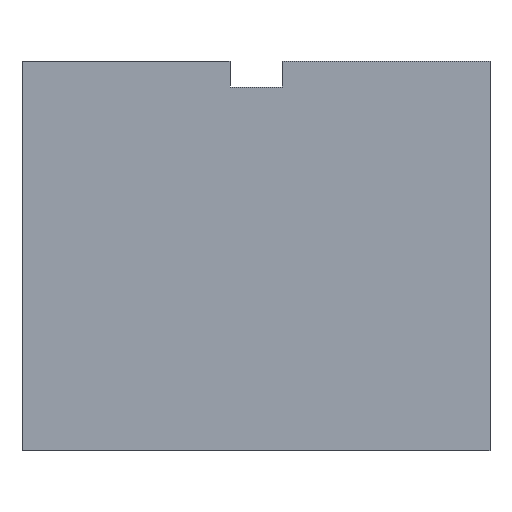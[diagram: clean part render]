
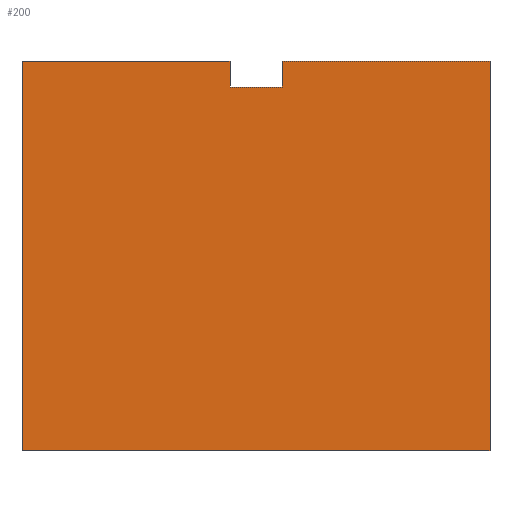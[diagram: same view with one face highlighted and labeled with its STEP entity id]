
A CAD part, left-side view. The second image highlights one B-rep face of the part: STEP entity #200.
In plain terms, the highlighted planar face has unit normal (-1, 0, 0).
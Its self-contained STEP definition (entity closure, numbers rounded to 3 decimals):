
#20 = AXIS2_PLACEMENT_3D ( 'NONE', #696, #690, #689 ) ;
#119 = CARTESIAN_POINT ( 'NONE',  ( -4.5, -0.5, 7. ) ) ;
#123 = CARTESIAN_POINT ( 'NONE',  ( -4.5, 4.5, 7.5 ) ) ;
#127 = CARTESIAN_POINT ( 'NONE',  ( -4.5, -0.5, 7.5 ) ) ;
#141 = VECTOR ( 'NONE', #489, 1000. ) ;
#152 = VECTOR ( 'NONE', #495, 1000. ) ;
#155 = VECTOR ( 'NONE', #498, 1000. ) ;
#156 = VECTOR ( 'NONE', #504, 1000. ) ;
#157 = VECTOR ( 'NONE', #510, 1000. ) ;
#158 = VECTOR ( 'NONE', #507, 1000. ) ;
#159 = VECTOR ( 'NONE', #512, 1000. ) ;
#174 = VECTOR ( 'NONE', #501, 1000. ) ;
#200 = ADVANCED_FACE ( 'NONE', ( #693 ), #692, .F. ) ;
#247 = EDGE_CURVE ( 'NONE', #437, #266, #515, .T. ) ;
#248 = EDGE_CURVE ( 'NONE', #437, #371, #543, .T. ) ;
#249 = EDGE_CURVE ( 'NONE', #371, #385, #509, .T. ) ;
#250 = EDGE_CURVE ( 'NONE', #418, #389, #506, .T. ) ;
#251 = EDGE_CURVE ( 'NONE', #418, #292, #503, .T. ) ;
#252 = EDGE_CURVE ( 'NONE', #292, #288, #500, .T. ) ;
#253 = EDGE_CURVE ( 'NONE', #266, #288, #497, .T. ) ;
#255 = EDGE_CURVE ( 'NONE', #385, #389, #491, .T. ) ;
#263 = EDGE_LOOP ( 'NONE', ( #355, #439, #384, #357, #340, #298, #350, #276 ) ) ;
#266 = VERTEX_POINT ( 'NONE', #477 ) ;
#276 = ORIENTED_EDGE ( 'NONE', *, *, #247, .T. ) ;
#288 = VERTEX_POINT ( 'NONE', #476 ) ;
#292 = VERTEX_POINT ( 'NONE', #472 ) ;
#298 = ORIENTED_EDGE ( 'NONE', *, *, #249, .F. ) ;
#340 = ORIENTED_EDGE ( 'NONE', *, *, #255, .F. ) ;
#350 = ORIENTED_EDGE ( 'NONE', *, *, #248, .F. ) ;
#355 = ORIENTED_EDGE ( 'NONE', *, *, #253, .T. ) ;
#357 = ORIENTED_EDGE ( 'NONE', *, *, #250, .T. ) ;
#371 = VERTEX_POINT ( 'NONE', #468 ) ;
#384 = ORIENTED_EDGE ( 'NONE', *, *, #251, .F. ) ;
#385 = VERTEX_POINT ( 'NONE', #464 ) ;
#389 = VERTEX_POINT ( 'NONE', #119 ) ;
#418 = VERTEX_POINT ( 'NONE', #127 ) ;
#437 = VERTEX_POINT ( 'NONE', #123 ) ;
#439 = ORIENTED_EDGE ( 'NONE', *, *, #252, .F. ) ;
#464 = CARTESIAN_POINT ( 'NONE',  ( -4.5, 0.5, 7. ) ) ;
#468 = CARTESIAN_POINT ( 'NONE',  ( -4.5, 0.5, 7.5 ) ) ;
#472 = CARTESIAN_POINT ( 'NONE',  ( -4.5, -4.5, 7.5 ) ) ;
#476 = CARTESIAN_POINT ( 'NONE',  ( -4.5, -4.5, 0. ) ) ;
#477 = CARTESIAN_POINT ( 'NONE',  ( -4.5, 4.5, 0. ) ) ;
#489 = DIRECTION ( 'NONE',  ( 0., -1., 0. ) ) ;
#490 = CARTESIAN_POINT ( 'NONE',  ( -4.5, -4.5, 7. ) ) ;
#491 = LINE ( 'NONE', #490, #141 ) ;
#495 = DIRECTION ( 'NONE',  ( 0., -1., 0. ) ) ;
#496 = CARTESIAN_POINT ( 'NONE',  ( -4.5, -4.5, 0. ) ) ;
#497 = LINE ( 'NONE', #496, #152 ) ;
#498 = DIRECTION ( 'NONE',  ( 0., 0., -1. ) ) ;
#499 = CARTESIAN_POINT ( 'NONE',  ( -4.5, -4.5, 7. ) ) ;
#500 = LINE ( 'NONE', #499, #155 ) ;
#501 = DIRECTION ( 'NONE',  ( 0., -1., 0. ) ) ;
#502 = CARTESIAN_POINT ( 'NONE',  ( -4.5, -0.5, 7.5 ) ) ;
#503 = LINE ( 'NONE', #502, #174 ) ;
#504 = DIRECTION ( 'NONE',  ( 0., 0., -1. ) ) ;
#505 = CARTESIAN_POINT ( 'NONE',  ( -4.5, -0.5, 7.5 ) ) ;
#506 = LINE ( 'NONE', #505, #156 ) ;
#507 = DIRECTION ( 'NONE',  ( 0., 0., -1. ) ) ;
#508 = CARTESIAN_POINT ( 'NONE',  ( -4.5, 0.5, 7.5 ) ) ;
#509 = LINE ( 'NONE', #508, #158 ) ;
#510 = DIRECTION ( 'NONE',  ( 0., -1., 0. ) ) ;
#511 = CARTESIAN_POINT ( 'NONE',  ( -4.5, 4.5, 7.5 ) ) ;
#512 = DIRECTION ( 'NONE',  ( 0., 0., -1. ) ) ;
#513 = CARTESIAN_POINT ( 'NONE',  ( -4.5, 4.5, 7. ) ) ;
#515 = LINE ( 'NONE', #513, #159 ) ;
#543 = LINE ( 'NONE', #511, #157 ) ;
#689 = DIRECTION ( 'NONE',  ( 0., 0., -1. ) ) ;
#690 = DIRECTION ( 'NONE',  ( 1., 0., 0. ) ) ;
#692 = PLANE ( 'NONE',  #20 ) ;
#693 = FACE_OUTER_BOUND ( 'NONE', #263, .T. ) ;
#696 = CARTESIAN_POINT ( 'NONE',  ( -4.5, -4.5, 7. ) ) ;
